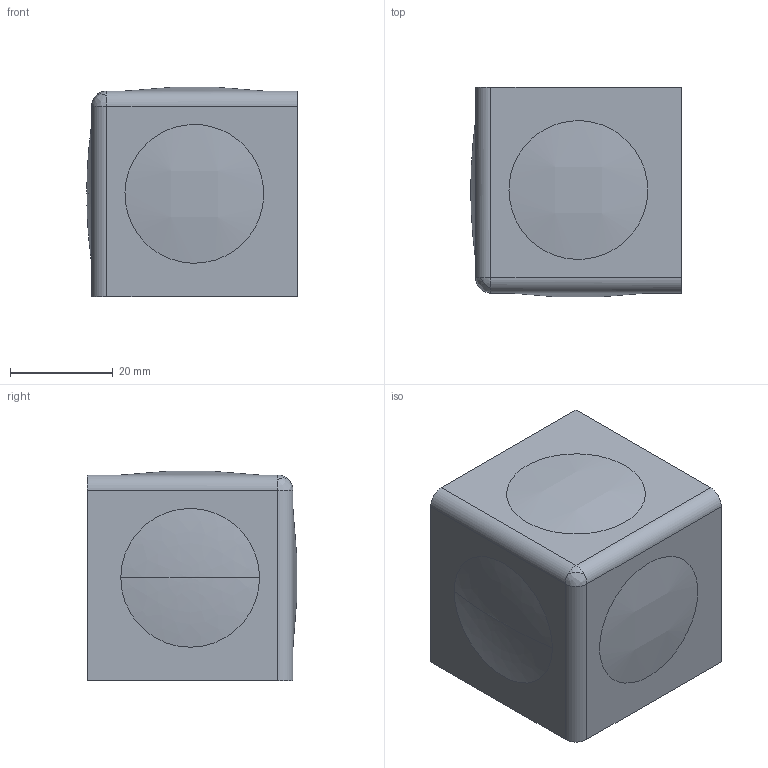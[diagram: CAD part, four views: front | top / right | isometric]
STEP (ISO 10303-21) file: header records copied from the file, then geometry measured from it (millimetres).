
FILE_DESCRIPTION (( 'STEP AP214' ), '1' );
FILE_NAME ('71210651', '2019-02-04T10:21:02', ( '' ), ('JUGARD+KÜNSTNER GmbH'), 'SwSTEP 2.0', 'SolidWorks 2017', '' );
FILE_SCHEMA (( 'AUTOMOTIVE_DESIGN' ));
Length unit declared in the file: millimetre
Products named in the file (1): 71210651_CNAJF00
Bounding box: 40.92 x 40.71 x 40.71 mm (x, y, z)
Volume: 63560.3 mm3; surface area: 9529.2 mm2
Topology: 1 solids, 1 shells, 21 faces, 54 edges, 34 vertices
Faces by surface type: plane 12, bspline 6, cylinder 3
Entity records: 939 total; most frequent: CARTESIAN_POINT 386, ORIENTED_EDGE 100, DIRECTION 91, EDGE_CURVE 50, VERTEX_POINT 34, VECTOR 33, LINE 33, AXIS2_PLACEMENT_3D 29
